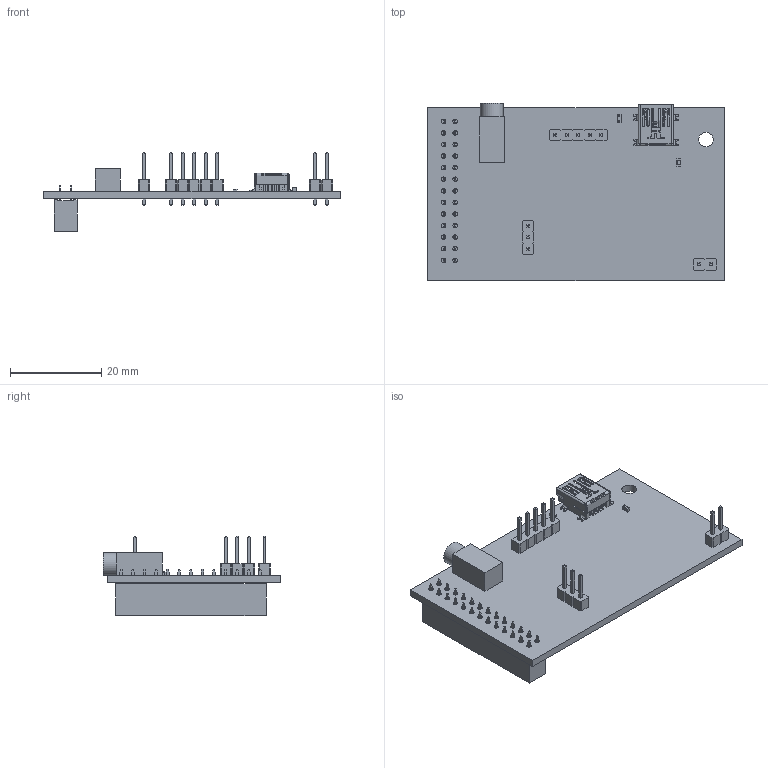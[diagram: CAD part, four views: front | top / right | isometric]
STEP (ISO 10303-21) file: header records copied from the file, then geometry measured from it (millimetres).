
FILE_DESCRIPTION(('FreeCAD Model'),'2;1');
FILE_NAME('Open CASCADE Shape Model','2022-07-03T15:16:18',('Doomn00b'), (''),'Open CASCADE STEP processor 7.6','FreeCAD','Unknown');
FILE_SCHEMA(('AUTOMOTIVE_DESIGN { 1 0 10303 214 1 1 1 1 }'));
Length unit declared in the file: millimetre
Products named in the file (15): X2GS; Board_Geoms_a5f0; Local_CS_a5f0; Pcb_a5f0; PCB_Sketch_a5f0; Step_Models_a5f0; Top_a5f0; J2_PinHeader_1x02_P254mm_Vertical_71d739e1dbee; J6_PinHeader_1x03_P254mm_Vertical_44f63a92c95c; J5_USB_Mini-B_Lumberg_2486_01_Horizontal_9461947c8fcd; C4_C_0603_1608Metric_5884737a9b9c; J4_PinHeader_1x05_P254mm_Vertical_864e0cb13e0f; J1_PinSocket_2x13_P254mm_Vertical_392b41559fa7; R1_R_0603_1608Metric_fa31dec0bdac; 3.5-jack
Assembly tree (14 placements, depth 4):
  X2GS
    Board_Geoms_a5f0
      Local_CS_a5f0
      Pcb_a5f0
      PCB_Sketch_a5f0
    Step_Models_a5f0
      Top_a5f0
        J2_PinHeader_1x02_P254mm_Vertical_71d739e1dbee
        J6_PinHeader_1x03_P254mm_Vertical_44f63a92c95c
        J5_USB_Mini-B_Lumberg_2486_01_Horizontal_9461947c8fcd
        C4_C_0603_1608Metric_5884737a9b9c
        J4_PinHeader_1x05_P254mm_Vertical_864e0cb13e0f
        J1_PinSocket_2x13_P254mm_Vertical_392b41559fa7
        R1_R_0603_1608Metric_fa31dec0bdac
        3.5-jack
Bounding box: 65 x 39 x 17.34 mm (x, y, z)
Volume: 5688.1 mm3; surface area: 8378.1 mm2
Topology: 9 solids, 9 shells, 1652 faces, 4428 edges, 2877 vertices
Faces by surface type: plane 1423, cylinder 227, torus 2
Full cylindrical faces by diameter (mm): 0.8 x2, 1 x38, 1.5 x2, 3.2 x1, 3.5 x1, 5 x1
Entity records: 62548 total; most frequent: CARTESIAN_POINT 9143, ORIENTED_EDGE 8848, DIRECTION 8218, EDGE_CURVE 4424, LINE 3960, VECTOR 3960, VERTEX_POINT 2869, AXIS2_PLACEMENT_3D 2129
